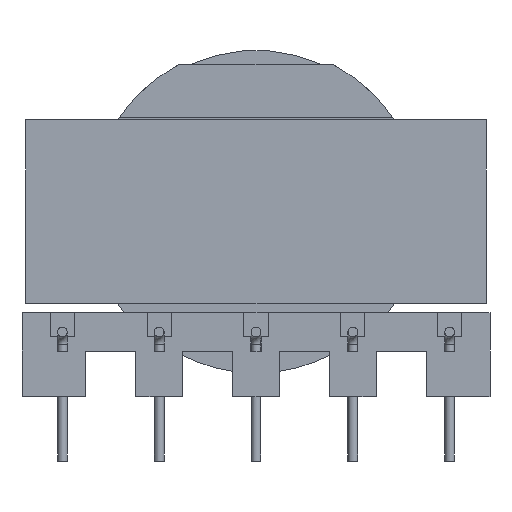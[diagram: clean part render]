
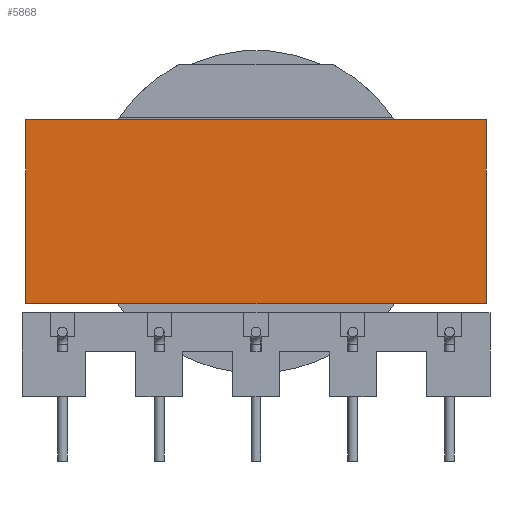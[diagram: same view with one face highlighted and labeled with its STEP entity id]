
A CAD part, left-side view. The second image highlights one B-rep face of the part: STEP entity #5868.
In plain terms, the highlighted face is planar.
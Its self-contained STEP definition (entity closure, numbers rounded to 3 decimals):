
#521=LINE('',#8560,#937);
#522=LINE('',#8562,#938);
#523=LINE('',#8564,#939);
#524=LINE('',#8566,#940);
#937=VECTOR('',#7267,1000.);
#938=VECTOR('',#7270,1000.);
#939=VECTOR('',#7271,1000.);
#940=VECTOR('',#7272,1000.);
#1975=ORIENTED_EDGE('',*,*,#2639,.T.);
#1976=ORIENTED_EDGE('',*,*,#2640,.F.);
#1977=ORIENTED_EDGE('',*,*,#2641,.F.);
#1978=ORIENTED_EDGE('',*,*,#2638,.T.);
#2638=EDGE_CURVE('',#3054,#3056,#521,.T.);
#2639=EDGE_CURVE('',#3056,#3057,#522,.T.);
#2640=EDGE_CURVE('',#3058,#3057,#523,.T.);
#2641=EDGE_CURVE('',#3054,#3058,#524,.T.);
#3054=VERTEX_POINT('',#8555);
#3056=VERTEX_POINT('',#8559);
#3057=VERTEX_POINT('',#8563);
#3058=VERTEX_POINT('',#8565);
#3462=EDGE_LOOP('',(#1975,#1976,#1977,#1978));
#3762=FACE_BOUND('',#3462,.T.);
#3963=PLANE('',#6216);
#5868=ADVANCED_FACE('',(#3762),#3963,.F.);
#6216=AXIS2_PLACEMENT_3D('',#8561,#7268,#7269);
#7267=DIRECTION('',(0.,0.,-1.));
#7268=DIRECTION('',(0.,-1.,0.));
#7269=DIRECTION('',(1.,0.,0.));
#7270=DIRECTION('',(-1.,0.,0.));
#7271=DIRECTION('',(0.,0.,-1.));
#7272=DIRECTION('',(-1.,0.,0.));
#8555=CARTESIAN_POINT('',(14.275,13.7,5.7));
#8559=CARTESIAN_POINT('',(14.275,13.7,-5.7));
#8560=CARTESIAN_POINT('',(14.275,13.7,5.7));
#8561=CARTESIAN_POINT('',(14.275,13.7,5.7));
#8562=CARTESIAN_POINT('',(14.275,13.7,-5.7));
#8563=CARTESIAN_POINT('',(-14.275,13.7,-5.7));
#8564=CARTESIAN_POINT('',(-14.275,13.7,5.7));
#8565=CARTESIAN_POINT('',(-14.275,13.7,5.7));
#8566=CARTESIAN_POINT('',(14.275,13.7,5.7));
